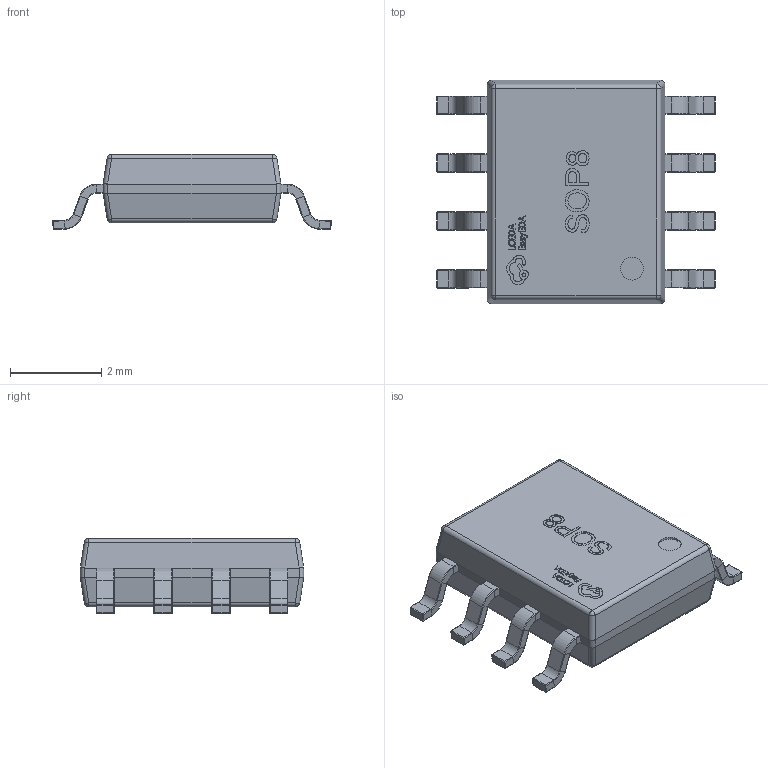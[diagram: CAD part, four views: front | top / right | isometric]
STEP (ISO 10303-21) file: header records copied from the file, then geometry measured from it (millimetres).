
FILE_DESCRIPTION (( 'STEP AP214' ), '1' );
FILE_NAME ('SOPOWERPAD-8_L4.9-W3.9-H1.7-LS6.0-P1.27.step', '2022-07-26T10:24:26', ( '' ), ( '' ), 'SwSTEP 2.0', 'SolidWorks 2020', '' );
FILE_SCHEMA (( 'AUTOMOTIVE_DESIGN' ));
Length unit declared in the file: millimetre
Products named in the file (1): SOPOWERPAD-8_L4.9-W3.9-H1.7-LS6.0-P1.27
Bounding box: 6.11 x 4.9 x 1.65 mm (x, y, z)
Volume: 28.4 mm3; surface area: 76.1 mm2
Topology: 22 solids, 22 shells, 825 faces, 1935 edges, 1154 vertices
Faces by surface type: plane 357, cylinder 190, bspline 166, torus 64, sphere 48
Entity records: 36123 total; most frequent: CARTESIAN_POINT 9153, ORIENTED_EDGE 3806, DIRECTION 3299, EDGE_CURVE 1903, VERTEX_POINT 1138, VECTOR 1107, LINE 1107, AXIS2_PLACEMENT_3D 1096
